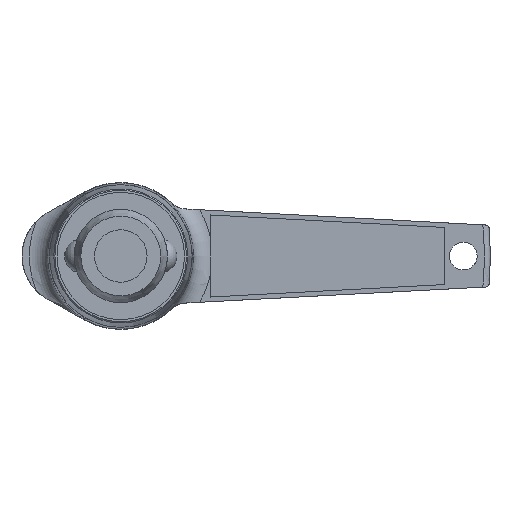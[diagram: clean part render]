
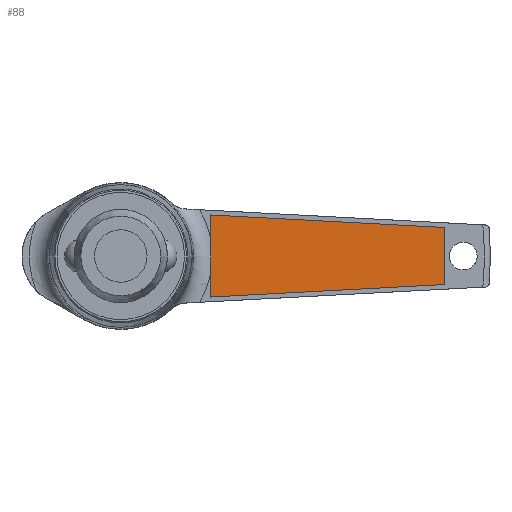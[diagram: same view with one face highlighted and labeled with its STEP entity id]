
A CAD part, front view. The second image highlights one B-rep face of the part: STEP entity #88.
In plain terms, the highlighted planar face has unit normal (0, -1, 0).
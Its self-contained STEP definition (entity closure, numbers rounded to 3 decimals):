
#88 = ADVANCED_FACE( '', ( #204 ), #205, .F. );
#204 = FACE_OUTER_BOUND( '', #358, .T. );
#205 = PLANE( '', #359 );
#358 = EDGE_LOOP( '', ( #620, #621, #622, #623 ) );
#359 = AXIS2_PLACEMENT_3D( '', #624, #625, #626 );
#620 = ORIENTED_EDGE( '', *, *, #912, .F. );
#621 = ORIENTED_EDGE( '', *, *, #913, .F. );
#622 = ORIENTED_EDGE( '', *, *, #914, .F. );
#623 = ORIENTED_EDGE( '', *, *, #915, .F. );
#624 = CARTESIAN_POINT( '', ( 0., 25.4, 0. ) );
#625 = DIRECTION( '', ( 0., 1., 0. ) );
#626 = DIRECTION( '', ( 0., 0., 1. ) );
#912 = EDGE_CURVE( '', #1084, #1085, #1086, .T. );
#913 = EDGE_CURVE( '', #1087, #1084, #1088, .T. );
#914 = EDGE_CURVE( '', #1089, #1087, #1090, .T. );
#915 = EDGE_CURVE( '', #1085, #1089, #1091, .T. );
#1084 = VERTEX_POINT( '', #1415 );
#1085 = VERTEX_POINT( '', #1416 );
#1086 = LINE( '', #1417, #1418 );
#1087 = VERTEX_POINT( '', #1419 );
#1088 = LINE( '', #1420, #1421 );
#1089 = VERTEX_POINT( '', #1422 );
#1090 = LINE( '', #1423, #1424 );
#1091 = LINE( '', #1425, #1426 );
#1415 = CARTESIAN_POINT( '', ( 11.58, 25.4, -5.276 ) );
#1416 = CARTESIAN_POINT( '', ( 11.58, 25.4, 5.276 ) );
#1417 = CARTESIAN_POINT( '', ( 11.58, 25.4, -5.276 ) );
#1418 = VECTOR( '', #1787, 1000. );
#1419 = CARTESIAN_POINT( '', ( 41.68, 25.4, -3.67 ) );
#1420 = CARTESIAN_POINT( '', ( 41.68, 25.4, -3.67 ) );
#1421 = VECTOR( '', #1788, 1000. );
#1422 = CARTESIAN_POINT( '', ( 41.68, 25.4, 3.67 ) );
#1423 = CARTESIAN_POINT( '', ( 41.68, 25.4, 3.67 ) );
#1424 = VECTOR( '', #1789, 1000. );
#1425 = CARTESIAN_POINT( '', ( 11.58, 25.4, 5.276 ) );
#1426 = VECTOR( '', #1790, 1000. );
#1787 = DIRECTION( '', ( 0., 0., 1. ) );
#1788 = DIRECTION( '', ( -0.999, 0., -0.053 ) );
#1789 = DIRECTION( '', ( 0., 0., -1. ) );
#1790 = DIRECTION( '', ( 0.999, 0., -0.053 ) );
